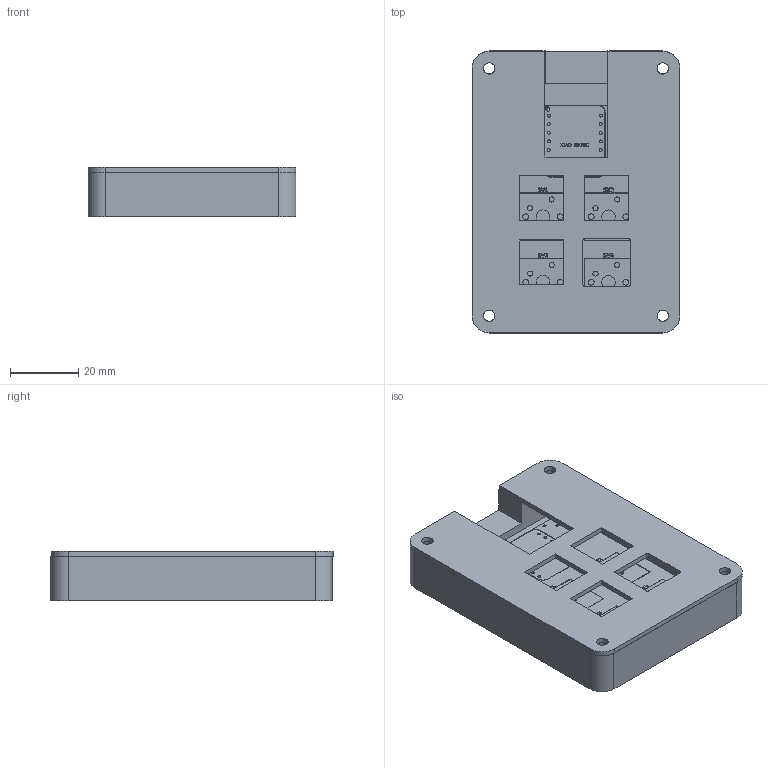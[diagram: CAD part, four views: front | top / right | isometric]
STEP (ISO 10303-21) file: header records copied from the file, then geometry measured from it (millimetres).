
FILE_DESCRIPTION(/* description */ ('KiCad electronic assembly'),/* implementation_level */ '2;1');
FILE_NAME(/* name */ 'Hackpad-full.step',/* time_stamp */ '2025-06-16T15:33:30+05:30',/* author */ (''),/* organization */ (''),/* preprocessor_version */ 'ST-DEVELOPER v20.1',/* originating_system */ 'Autodesk Translation Framework v14.10.0.0',/* authorisation */ '');
FILE_SCHEMA (('AUTOMOTIVE_DESIGN { 1 0 10303 214 3 1 1 }'));
Length unit declared in the file: millimetre
Products named in the file (5): hackpad 1; hackpad_PCB; 2025-06-15-15-23-58-029; 2025-06-15-17-30-56-383; hackpad_silkscreen
Assembly tree (4 placements, depth 2):
  hackpad 1
    hackpad_PCB
    2025-06-15-15-23-58-029
    2025-06-15-17-30-56-383
    hackpad_silkscreen
Bounding box: 61.01 x 82.84 x 14.5 mm (x, y, z)
Volume: 45816.3 mm3; surface area: 30142.2 mm2
Topology: 3 solids, 73 shells, 597 faces, 3602 edges, 3114 vertices
Faces by surface type: bspline 275, plane 264, cylinder 58
Full cylindrical faces by diameter (mm): 0.889 x14, 1.5 x8, 1.7 x8, 3.4 x8, 4 x4, 6 x4
Entity records: 37999 total; most frequent: CARTESIAN_POINT 11997, ORIENTED_EDGE 5066, DIRECTION 4095, EDGE_CURVE 3602, VERTEX_POINT 3114, LINE 2671, VECTOR 2671, EDGE_LOOP 762
